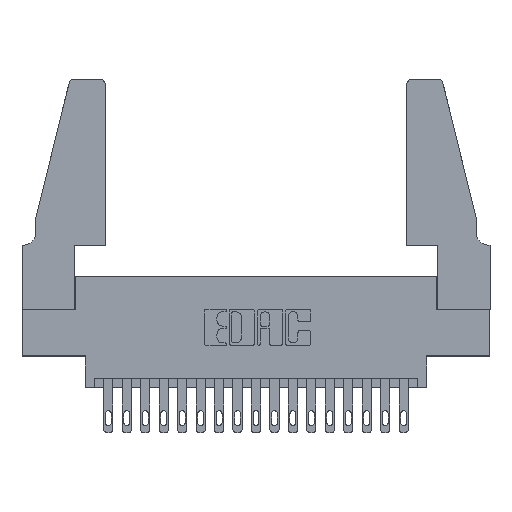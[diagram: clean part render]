
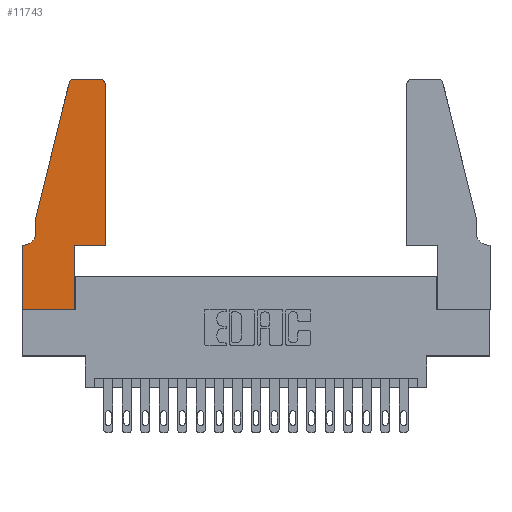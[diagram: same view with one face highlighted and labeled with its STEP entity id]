
A CAD part, top view. The second image highlights one B-rep face of the part: STEP entity #11743.
In plain terms, the highlighted planar face has unit normal (0, 0, 1).
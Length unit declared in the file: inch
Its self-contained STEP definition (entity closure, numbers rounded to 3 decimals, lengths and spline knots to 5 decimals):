
#2 = CARTESIAN_POINT ( 'NONE',  ( 0.2605, 1.25, 0.37 ) ) ;
#267 = EDGE_CURVE ( 'NONE', #7592, #15381, #1985, .T. ) ;
#272 = CARTESIAN_POINT ( 'NONE',  ( 0., 0., 0.37 ) ) ;
#510 = CIRCLE ( 'NONE', #7039, 0.07 ) ;
#523 = VERTEX_POINT ( 'NONE', #12093 ) ;
#648 = AXIS2_PLACEMENT_3D ( 'NONE', #11455, #6803, #15769 ) ;
#962 = DIRECTION ( 'NONE',  ( 1., 0., 0. ) ) ;
#994 = EDGE_CURVE ( 'NONE', #7231, #1212, #14840, .T. ) ;
#1100 = LINE ( 'NONE', #3999, #10651 ) ;
#1212 = VERTEX_POINT ( 'NONE', #15760 ) ;
#1823 = EDGE_LOOP ( 'NONE', ( #10235, #4271, #2808, #15541, #12414, #17362, #15044, #15675, #6287, #17503, #8521, #17584 ) ) ;
#1985 = LINE ( 'NONE', #2, #6058 ) ;
#2264 = EDGE_CURVE ( 'NONE', #18560, #16376, #7702, .T. ) ;
#2558 = DIRECTION ( 'NONE',  ( 0., 1., 0. ) ) ;
#2736 = CARTESIAN_POINT ( 'NONE',  ( 0.0755, 0.5, 0.37 ) ) ;
#2794 = CARTESIAN_POINT ( 'NONE',  ( 0.4505, 0.35, 0.37 ) ) ;
#2808 = ORIENTED_EDGE ( 'NONE', *, *, #994, .T. ) ;
#3061 = VERTEX_POINT ( 'NONE', #5796 ) ;
#3370 = EDGE_CURVE ( 'NONE', #523, #7592, #12920, .T. ) ;
#3430 = LINE ( 'NONE', #9537, #17174 ) ;
#3456 = VERTEX_POINT ( 'NONE', #18430 ) ;
#3479 = LINE ( 'NONE', #272, #18367 ) ;
#3659 = CARTESIAN_POINT ( 'NONE',  ( 0.2865, 0., 0.37 ) ) ;
#3999 = CARTESIAN_POINT ( 'NONE',  ( 0.2865, 0.35, 0.37 ) ) ;
#4025 = PLANE ( 'NONE',  #648 ) ;
#4052 = CARTESIAN_POINT ( 'NONE',  ( 0.284, 1.25, 0.37 ) ) ;
#4271 = ORIENTED_EDGE ( 'NONE', *, *, #5413, .T. ) ;
#4296 = EDGE_CURVE ( 'NONE', #8926, #3456, #17481, .T. ) ;
#4424 = CARTESIAN_POINT ( 'NONE',  ( 0., 0., 0.37 ) ) ;
#4883 = DIRECTION ( 'NONE',  ( 0., 0., -1. ) ) ;
#4895 = DIRECTION ( 'NONE',  ( 1., 0., 0. ) ) ;
#5075 = CARTESIAN_POINT ( 'NONE',  ( 0.0055, 0.42, 0.37 ) ) ;
#5413 = EDGE_CURVE ( 'NONE', #15381, #7231, #12389, .T. ) ;
#5772 = CARTESIAN_POINT ( 'NONE',  ( 0.0055, 0.35, 0.37 ) ) ;
#5796 = CARTESIAN_POINT ( 'NONE',  ( 0.0755, 0.42, 0.37 ) ) ;
#6058 = VECTOR ( 'NONE', #10174, 39.37008 ) ;
#6287 = ORIENTED_EDGE ( 'NONE', *, *, #17893, .T. ) ;
#6472 = CARTESIAN_POINT ( 'NONE',  ( 0.0755, 0.5, 0.37 ) ) ;
#6557 = DIRECTION ( 'NONE',  ( -1., 0., 0. ) ) ;
#6803 = DIRECTION ( 'NONE',  ( 0., 0., 1. ) ) ;
#6878 = CARTESIAN_POINT ( 'NONE',  ( 0.4205, 1.22, 0.37 ) ) ;
#7039 = AXIS2_PLACEMENT_3D ( 'NONE', #5075, #4883, #6557 ) ;
#7231 = VERTEX_POINT ( 'NONE', #11395 ) ;
#7324 = VECTOR ( 'NONE', #13733, 39.37008 ) ;
#7592 = VERTEX_POINT ( 'NONE', #17188 ) ;
#7702 = LINE ( 'NONE', #15378, #17095 ) ;
#7718 = VERTEX_POINT ( 'NONE', #3659 ) ;
#7777 = DIRECTION ( 'NONE',  ( 0., -1., 0. ) ) ;
#7992 = CARTESIAN_POINT ( 'NONE',  ( 0.284, 1.22, 0.37 ) ) ;
#8521 = ORIENTED_EDGE ( 'NONE', *, *, #16203, .T. ) ;
#8926 = VERTEX_POINT ( 'NONE', #5772 ) ;
#9440 = DIRECTION ( 'NONE',  ( 1., 0., 0. ) ) ;
#9506 = CARTESIAN_POINT ( 'NONE',  ( 0., 0., 0.37 ) ) ;
#9537 = CARTESIAN_POINT ( 'NONE',  ( 0.4505, 0.35, 0.37 ) ) ;
#10174 = DIRECTION ( 'NONE',  ( -1., 0., 0. ) ) ;
#10235 = ORIENTED_EDGE ( 'NONE', *, *, #267, .T. ) ;
#10651 = VECTOR ( 'NONE', #2558, 39.37008 ) ;
#10811 = DIRECTION ( 'NONE',  ( 0., 1., 0. ) ) ;
#11395 = CARTESIAN_POINT ( 'NONE',  ( 0.25487, 1.22718, 0.37 ) ) ;
#11402 = CARTESIAN_POINT ( 'NONE',  ( 0.2865, 0.35, 0.37 ) ) ;
#11455 = CARTESIAN_POINT ( 'NONE',  ( 0., 0.35, 0.37 ) ) ;
#11612 = DIRECTION ( 'NONE',  ( -0.239, -0.971, 0. ) ) ;
#11743 = ADVANCED_FACE ( 'NONE', ( #18459 ), #4025, .T. ) ;
#11829 = EDGE_CURVE ( 'NONE', #13397, #7718, #17542, .T. ) ;
#12043 = DIRECTION ( 'NONE',  ( -1., 0., 0. ) ) ;
#12093 = CARTESIAN_POINT ( 'NONE',  ( 0.4505, 1.22, 0.37 ) ) ;
#12334 = AXIS2_PLACEMENT_3D ( 'NONE', #7992, #18251, #9440 ) ;
#12389 = CIRCLE ( 'NONE', #12334, 0.03 ) ;
#12414 = ORIENTED_EDGE ( 'NONE', *, *, #15645, .T. ) ;
#12920 = CIRCLE ( 'NONE', #13915, 0.03 ) ;
#13397 = VERTEX_POINT ( 'NONE', #4424 ) ;
#13733 = DIRECTION ( 'NONE',  ( 0., -1., 0. ) ) ;
#13915 = AXIS2_PLACEMENT_3D ( 'NONE', #6878, #15580, #962 ) ;
#14287 = VECTOR ( 'NONE', #12043, 39.37008 ) ;
#14327 = EDGE_CURVE ( 'NONE', #3456, #13397, #3479, .T. ) ;
#14840 = LINE ( 'NONE', #2736, #16013 ) ;
#15044 = ORIENTED_EDGE ( 'NONE', *, *, #14327, .T. ) ;
#15318 = LINE ( 'NONE', #6472, #7324 ) ;
#15378 = CARTESIAN_POINT ( 'NONE',  ( 0.4505, 0.35, 0.37 ) ) ;
#15381 = VERTEX_POINT ( 'NONE', #4052 ) ;
#15541 = ORIENTED_EDGE ( 'NONE', *, *, #16168, .T. ) ;
#15580 = DIRECTION ( 'NONE',  ( 0., 0., 1. ) ) ;
#15645 = EDGE_CURVE ( 'NONE', #3061, #8926, #510, .T. ) ;
#15675 = ORIENTED_EDGE ( 'NONE', *, *, #11829, .T. ) ;
#15760 = CARTESIAN_POINT ( 'NONE',  ( 0.0755, 0.5, 0.37 ) ) ;
#15769 = DIRECTION ( 'NONE',  ( 1., 0., 0. ) ) ;
#16013 = VECTOR ( 'NONE', #11612, 39.37008 ) ;
#16168 = EDGE_CURVE ( 'NONE', #1212, #3061, #15318, .T. ) ;
#16203 = EDGE_CURVE ( 'NONE', #16376, #523, #3430, .T. ) ;
#16376 = VERTEX_POINT ( 'NONE', #2794 ) ;
#16387 = CARTESIAN_POINT ( 'NONE',  ( 0.0755, 0.35, 0.37 ) ) ;
#16826 = VECTOR ( 'NONE', #4895, 39.37008 ) ;
#16850 = DIRECTION ( 'NONE',  ( 1., 0., 0. ) ) ;
#17095 = VECTOR ( 'NONE', #16850, 39.37008 ) ;
#17174 = VECTOR ( 'NONE', #10811, 39.37008 ) ;
#17188 = CARTESIAN_POINT ( 'NONE',  ( 0.4205, 1.25, 0.37 ) ) ;
#17362 = ORIENTED_EDGE ( 'NONE', *, *, #4296, .T. ) ;
#17481 = LINE ( 'NONE', #16387, #14287 ) ;
#17503 = ORIENTED_EDGE ( 'NONE', *, *, #2264, .T. ) ;
#17542 = LINE ( 'NONE', #9506, #16826 ) ;
#17584 = ORIENTED_EDGE ( 'NONE', *, *, #3370, .T. ) ;
#17893 = EDGE_CURVE ( 'NONE', #7718, #18560, #1100, .T. ) ;
#18251 = DIRECTION ( 'NONE',  ( 0., 0., 1. ) ) ;
#18367 = VECTOR ( 'NONE', #7777, 39.37008 ) ;
#18430 = CARTESIAN_POINT ( 'NONE',  ( 0., 0.35, 0.37 ) ) ;
#18459 = FACE_OUTER_BOUND ( 'NONE', #1823, .T. ) ;
#18560 = VERTEX_POINT ( 'NONE', #11402 ) ;
